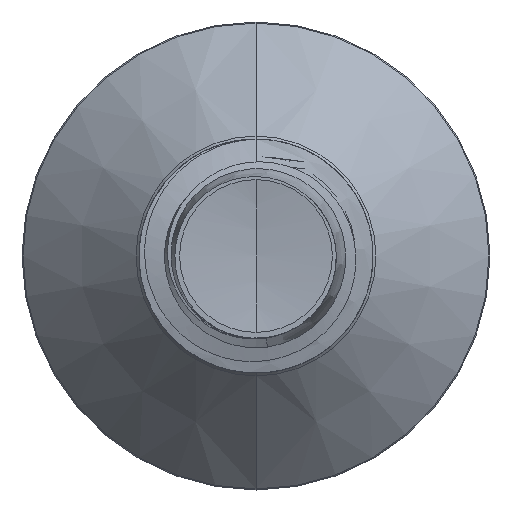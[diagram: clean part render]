
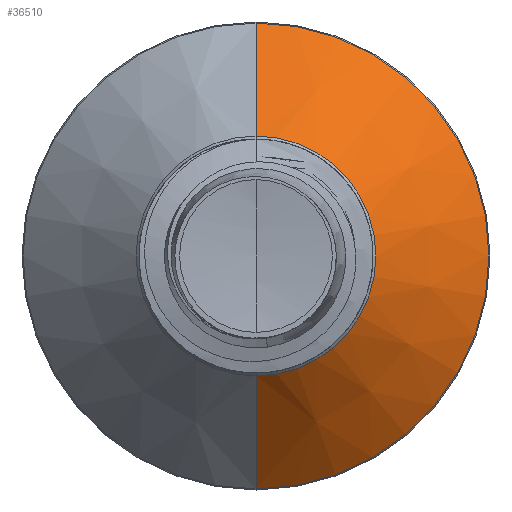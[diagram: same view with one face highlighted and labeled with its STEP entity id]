
A CAD part, front view. The second image highlights one B-rep face of the part: STEP entity #36510.
In plain terms, the highlighted conical face has half-angle 45 degrees and reference radius 2.563 mm.
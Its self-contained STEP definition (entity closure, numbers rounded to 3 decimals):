
#580 = CIRCLE ( 'NONE', #31143, 4.978 ) ;
#3144 = CARTESIAN_POINT ( 'NONE',  ( 0., 21.813, 0. ) ) ;
#3831 = VECTOR ( 'NONE', #3904, 1000. ) ;
#3904 = DIRECTION ( 'NONE',  ( 0., 0.707, 0.707 ) ) ;
#3950 = DIRECTION ( 'NONE',  ( 0., 1., 0. ) ) ;
#6125 = DIRECTION ( 'NONE',  ( 0., 0., 1. ) ) ;
#6266 = EDGE_LOOP ( 'NONE', ( #16541, #17351, #28594, #16729 ) ) ;
#8692 = VERTEX_POINT ( 'NONE', #30808 ) ;
#8815 = CARTESIAN_POINT ( 'NONE',  ( 0., 21.813, 0. ) ) ;
#8909 = VECTOR ( 'NONE', #32294, 1000. ) ;
#9019 = VERTEX_POINT ( 'NONE', #11645 ) ;
#9083 = EDGE_CURVE ( 'NONE', #8692, #9019, #32708, .T. ) ;
#9266 = CARTESIAN_POINT ( 'NONE',  ( 0., 24.228, 4.978 ) ) ;
#9315 = EDGE_CURVE ( 'NONE', #9019, #13271, #31835, .T. ) ;
#11497 = CARTESIAN_POINT ( 'NONE',  ( 0., 24.228, -4.978 ) ) ;
#11601 = EDGE_CURVE ( 'NONE', #15657, #13271, #580, .T. ) ;
#11645 = CARTESIAN_POINT ( 'NONE',  ( 0., 21.813, -2.563 ) ) ;
#11773 = DIRECTION ( 'NONE',  ( 0., 0., 1. ) ) ;
#13271 = VERTEX_POINT ( 'NONE', #11497 ) ;
#13637 = EDGE_CURVE ( 'NONE', #8692, #15657, #26044, .T. ) ;
#13760 = FACE_OUTER_BOUND ( 'NONE', #6266, .T. ) ;
#15657 = VERTEX_POINT ( 'NONE', #9266 ) ;
#16541 = ORIENTED_EDGE ( 'NONE', *, *, #9083, .T. ) ;
#16729 = ORIENTED_EDGE ( 'NONE', *, *, #13637, .F. ) ;
#17351 = ORIENTED_EDGE ( 'NONE', *, *, #9315, .T. ) ;
#21386 = CARTESIAN_POINT ( 'NONE',  ( 0., 24.228, 0. ) ) ;
#23489 = DIRECTION ( 'NONE',  ( 0., 1., 0. ) ) ;
#23549 = AXIS2_PLACEMENT_3D ( 'NONE', #3144, #23489, #6125 ) ;
#24239 = DIRECTION ( 'NONE',  ( 0., 0., 1. ) ) ;
#24312 = CARTESIAN_POINT ( 'NONE',  ( 0., 21.813, 2.563 ) ) ;
#26044 = LINE ( 'NONE', #24312, #3831 ) ;
#27810 = CARTESIAN_POINT ( 'NONE',  ( 0., 21.813, -2.563 ) ) ;
#28594 = ORIENTED_EDGE ( 'NONE', *, *, #11601, .F. ) ;
#28959 = DIRECTION ( 'NONE',  ( 0., 1., 0. ) ) ;
#30808 = CARTESIAN_POINT ( 'NONE',  ( 0., 21.813, 2.563 ) ) ;
#31143 = AXIS2_PLACEMENT_3D ( 'NONE', #21386, #3950, #24239 ) ;
#31835 = LINE ( 'NONE', #27810, #8909 ) ;
#31845 = AXIS2_PLACEMENT_3D ( 'NONE', #8815, #28959, #11773 ) ;
#32294 = DIRECTION ( 'NONE',  ( 0., 0.707, -0.707 ) ) ;
#32708 = CIRCLE ( 'NONE', #31845, 2.563 ) ;
#34746 = CONICAL_SURFACE ( 'NONE', #23549, 2.563, 0.785 ) ;
#36510 = ADVANCED_FACE ( 'NONE', ( #13760 ), #34746, .T. ) ;
